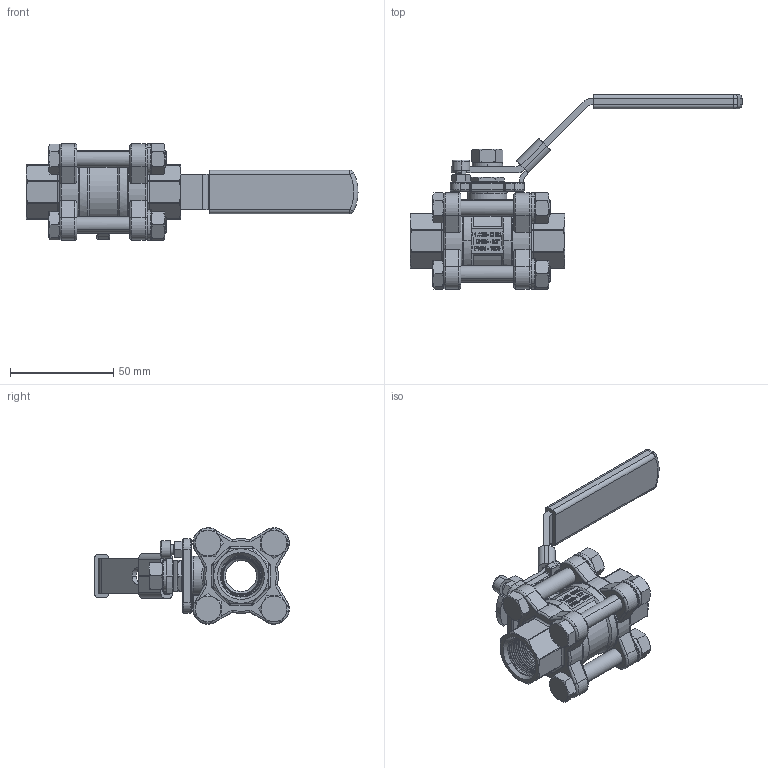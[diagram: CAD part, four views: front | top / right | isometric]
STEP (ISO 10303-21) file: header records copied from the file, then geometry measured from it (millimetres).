
FILE_DESCRIPTION (( 'STEP AP214' ), '1' );
FILE_NAME ('JV-32C格蘭型(牙口)-.STEP', '2009-03-05T05:10:07', ( 'Colling' ), ( 'Collings' ), 'SwSTEP 2.0', 'SolidWorks 2005179', '' );
FILE_SCHEMA (( 'AUTOMOTIVE_DESIGN' ));
Length unit declared in the file: millimetre
Products named in the file (1): JV-32C格蘭型(牙口)-
Bounding box: 160.9 x 94.49 x 46.97 mm (x, y, z)
Volume: 78499.2 mm3; surface area: 57138.1 mm2
Topology: 23 solids, 23 shells, 1561 faces, 3984 edges, 2515 vertices
Faces by surface type: cylinder 486, plane 470, cone 257, bspline 203, torus 129, sphere 16
Entity records: 121778 total; most frequent: CARTESIAN_POINT 69942, ORIENTED_EDGE 7940, DIRECTION 6124, EDGE_CURVE 3970, VERTEX_POINT 2515, AXIS2_PLACEMENT_3D 2244, EDGE_LOOP 1683, LINE 1636
